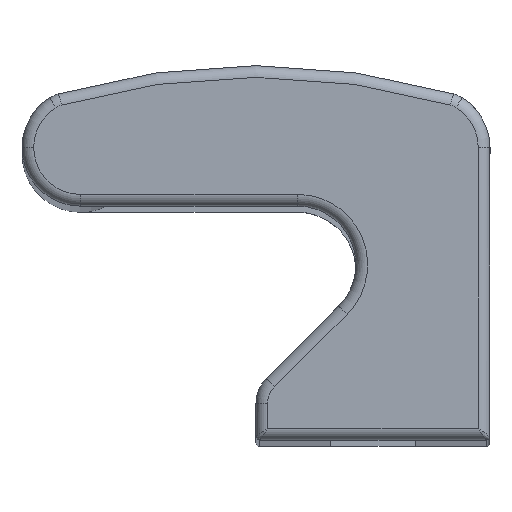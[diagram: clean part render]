
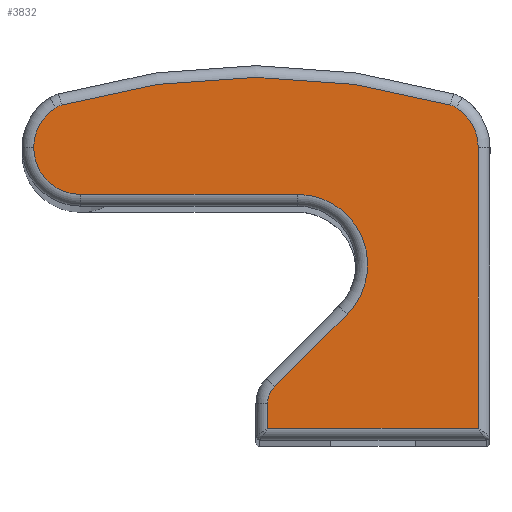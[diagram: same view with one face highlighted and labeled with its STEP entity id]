
A CAD part, top view. The second image highlights one B-rep face of the part: STEP entity #3832.
In plain terms, the highlighted face is planar.
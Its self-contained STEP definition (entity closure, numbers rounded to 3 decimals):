
#149 = VERTEX_POINT ( 'NONE', #4259 ) ;
#156 = EDGE_LOOP ( 'NONE', ( #4374, #3279, #2189, #1421, #4930, #1254, #2312, #2583, #782, #3326, #1841, #1974, #2501 ) ) ;
#221 = LINE ( 'NONE', #3218, #4610 ) ;
#279 = AXIS2_PLACEMENT_3D ( 'NONE', #4355, #4755, #2421 ) ;
#325 = EDGE_CURVE ( 'NONE', #149, #3101, #1944, .T. ) ;
#334 = EDGE_CURVE ( 'NONE', #3654, #2705, #4536, .T. ) ;
#360 = AXIS2_PLACEMENT_3D ( 'NONE', #2141, #1380, #2579 ) ;
#402 = CARTESIAN_POINT ( 'NONE',  ( 15.987, 9.896, -153. ) ) ;
#434 = AXIS2_PLACEMENT_3D ( 'NONE', #4870, #4807, #4410 ) ;
#453 = LINE ( 'NONE', #501, #2027 ) ;
#501 = CARTESIAN_POINT ( 'NONE',  ( -22.011, 9.896, -153. ) ) ;
#515 = DIRECTION ( 'NONE',  ( 1., 0., 0. ) ) ;
#600 = CARTESIAN_POINT ( 'NONE',  ( -3.012, -43.343, -153. ) ) ;
#663 = DIRECTION ( 'NONE',  ( 0., -1., 0. ) ) ;
#782 = ORIENTED_EDGE ( 'NONE', *, *, #3628, .T. ) ;
#868 = DIRECTION ( 'NONE',  ( 0., 0., -1. ) ) ;
#909 = DIRECTION ( 'NONE',  ( 1., 0., 0. ) ) ;
#969 = DIRECTION ( 'NONE',  ( 0., 0., 1. ) ) ;
#1014 = AXIS2_PLACEMENT_3D ( 'NONE', #1645, #868, #515 ) ;
#1063 = VERTEX_POINT ( 'NONE', #1293 ) ;
#1205 = VERTEX_POINT ( 'NONE', #2901 ) ;
#1254 = ORIENTED_EDGE ( 'NONE', *, *, #325, .T. ) ;
#1270 = DIRECTION ( 'NONE',  ( 0., 0., 1. ) ) ;
#1271 = LINE ( 'NONE', #4223, #2695 ) ;
#1293 = CARTESIAN_POINT ( 'NONE',  ( 11.987, 5.896, -153. ) ) ;
#1304 = LINE ( 'NONE', #4459, #3965 ) ;
#1321 = AXIS2_PLACEMENT_3D ( 'NONE', #600, #2482, #4433 ) ;
#1374 = EDGE_CURVE ( 'NONE', #1205, #1639, #3407, .T. ) ;
#1380 = DIRECTION ( 'NONE',  ( 0., 0., -1. ) ) ;
#1421 = ORIENTED_EDGE ( 'NONE', *, *, #1859, .T. ) ;
#1565 = CARTESIAN_POINT ( 'NONE',  ( -20.102, 13.306, -153. ) ) ;
#1639 = VERTEX_POINT ( 'NONE', #2002 ) ;
#1645 = CARTESIAN_POINT ( 'NONE',  ( -6.011, -11.962, -153. ) ) ;
#1655 = DIRECTION ( 'NONE',  ( 1., 0., 0. ) ) ;
#1755 = PLANE ( 'NONE',  #3502 ) ;
#1841 = ORIENTED_EDGE ( 'NONE', *, *, #3513, .T. ) ;
#1859 = EDGE_CURVE ( 'NONE', #4128, #4742, #1304, .T. ) ;
#1898 = CARTESIAN_POINT ( 'NONE',  ( -4.011, -14.804, -153. ) ) ;
#1906 = VERTEX_POINT ( 'NONE', #402 ) ;
#1944 = CIRCLE ( 'NONE', #434, 4. ) ;
#1974 = ORIENTED_EDGE ( 'NONE', *, *, #2490, .T. ) ;
#2002 = CARTESIAN_POINT ( 'NONE',  ( -10.798, -4.346, -153. ) ) ;
#2027 = VECTOR ( 'NONE', #3510, 1000. ) ;
#2049 = EDGE_CURVE ( 'NONE', #4742, #149, #453, .T. ) ;
#2078 = FACE_OUTER_BOUND ( 'NONE', #156, .T. ) ;
#2104 = AXIS2_PLACEMENT_3D ( 'NONE', #3599, #1270, #1655 ) ;
#2117 = VECTOR ( 'NONE', #663, 1000. ) ;
#2140 = CARTESIAN_POINT ( 'NONE',  ( 13.593, 13.521, -153. ) ) ;
#2141 = CARTESIAN_POINT ( 'NONE',  ( 13.033, 11.601, -153. ) ) ;
#2186 = CARTESIAN_POINT ( 'NONE',  ( -4.011, -14.104, -153. ) ) ;
#2189 = ORIENTED_EDGE ( 'NONE', *, *, #2271, .T. ) ;
#2193 = CARTESIAN_POINT ( 'NONE',  ( -19.617, 13.521, -153. ) ) ;
#2271 = EDGE_CURVE ( 'NONE', #2823, #4128, #4880, .T. ) ;
#2312 = ORIENTED_EDGE ( 'NONE', *, *, #4206, .T. ) ;
#2373 = AXIS2_PLACEMENT_3D ( 'NONE', #2838, #2534, #2917 ) ;
#2421 = DIRECTION ( 'NONE',  ( 1., 0., 0. ) ) ;
#2482 = DIRECTION ( 'NONE',  ( 0., 0., -1. ) ) ;
#2490 = EDGE_CURVE ( 'NONE', #1063, #1205, #1271, .T. ) ;
#2501 = ORIENTED_EDGE ( 'NONE', *, *, #1374, .T. ) ;
#2534 = DIRECTION ( 'NONE',  ( 0., 0., -1. ) ) ;
#2562 = DIRECTION ( 'NONE',  ( -1., 0., 0. ) ) ;
#2579 = DIRECTION ( 'NONE',  ( 1., 0., 0. ) ) ;
#2583 = ORIENTED_EDGE ( 'NONE', *, *, #334, .T. ) ;
#2695 = VECTOR ( 'NONE', #4656, 1000. ) ;
#2705 = VERTEX_POINT ( 'NONE', #2140 ) ;
#2804 = EDGE_CURVE ( 'NONE', #1639, #4576, #221, .T. ) ;
#2818 = DIRECTION ( 'NONE',  ( 0.707, -0.707, 0. ) ) ;
#2823 = VERTEX_POINT ( 'NONE', #3295 ) ;
#2838 = CARTESIAN_POINT ( 'NONE',  ( -19.056, 11.601, -153. ) ) ;
#2901 = CARTESIAN_POINT ( 'NONE',  ( -6.556, 5.896, -153. ) ) ;
#2917 = DIRECTION ( 'NONE',  ( 1., 0., 0. ) ) ;
#3094 = CIRCLE ( 'NONE', #360, 2. ) ;
#3101 = VERTEX_POINT ( 'NONE', #1565 ) ;
#3105 = EDGE_CURVE ( 'NONE', #4576, #2823, #3976, .T. ) ;
#3184 = CARTESIAN_POINT ( 'NONE',  ( 11.987, 9.896, -153. ) ) ;
#3190 = CIRCLE ( 'NONE', #2373, 2. ) ;
#3207 = EDGE_CURVE ( 'NONE', #4820, #1906, #4224, .T. ) ;
#3218 = CARTESIAN_POINT ( 'NONE',  ( -4.597, -10.548, -153. ) ) ;
#3279 = ORIENTED_EDGE ( 'NONE', *, *, #3105, .T. ) ;
#3295 = CARTESIAN_POINT ( 'NONE',  ( -4.011, -11.962, -153. ) ) ;
#3326 = ORIENTED_EDGE ( 'NONE', *, *, #3207, .T. ) ;
#3407 = CIRCLE ( 'NONE', #2104, 6. ) ;
#3452 = CARTESIAN_POINT ( 'NONE',  ( 14.078, 13.306, -153. ) ) ;
#3502 = AXIS2_PLACEMENT_3D ( 'NONE', #4793, #969, #4048 ) ;
#3510 = DIRECTION ( 'NONE',  ( 0., 1., 0. ) ) ;
#3513 = EDGE_CURVE ( 'NONE', #1906, #1063, #3741, .T. ) ;
#3599 = CARTESIAN_POINT ( 'NONE',  ( -6.556, -0.104, -153. ) ) ;
#3628 = EDGE_CURVE ( 'NONE', #2705, #4820, #3094, .T. ) ;
#3654 = VERTEX_POINT ( 'NONE', #2193 ) ;
#3741 = CIRCLE ( 'NONE', #4532, 4. ) ;
#3832 = ADVANCED_FACE ( 'NONE', ( #2078 ), #1755, .F. ) ;
#3965 = VECTOR ( 'NONE', #2562, 1000. ) ;
#3976 = CIRCLE ( 'NONE', #1014, 2. ) ;
#4011 = DIRECTION ( 'NONE',  ( 0., 0., -1. ) ) ;
#4048 = DIRECTION ( 'NONE',  ( 1., 0., 0. ) ) ;
#4128 = VERTEX_POINT ( 'NONE', #2186 ) ;
#4135 = CARTESIAN_POINT ( 'NONE',  ( -4.597, -10.548, -153. ) ) ;
#4206 = EDGE_CURVE ( 'NONE', #3101, #3654, #3190, .T. ) ;
#4223 = CARTESIAN_POINT ( 'NONE',  ( -6.556, 5.896, -153. ) ) ;
#4224 = CIRCLE ( 'NONE', #279, 4. ) ;
#4259 = CARTESIAN_POINT ( 'NONE',  ( -22.011, 9.896, -153. ) ) ;
#4355 = CARTESIAN_POINT ( 'NONE',  ( 11.987, 9.896, -153. ) ) ;
#4374 = ORIENTED_EDGE ( 'NONE', *, *, #2804, .T. ) ;
#4410 = DIRECTION ( 'NONE',  ( 1., 0., 0. ) ) ;
#4433 = DIRECTION ( 'NONE',  ( 1., 0., 0. ) ) ;
#4459 = CARTESIAN_POINT ( 'NONE',  ( -22.711, -14.104, -153. ) ) ;
#4532 = AXIS2_PLACEMENT_3D ( 'NONE', #3184, #4011, #909 ) ;
#4536 = CIRCLE ( 'NONE', #1321, 59.239 ) ;
#4576 = VERTEX_POINT ( 'NONE', #4135 ) ;
#4610 = VECTOR ( 'NONE', #2818, 1000. ) ;
#4639 = CARTESIAN_POINT ( 'NONE',  ( -22.011, -14.104, -153. ) ) ;
#4656 = DIRECTION ( 'NONE',  ( -1., 0., 0. ) ) ;
#4742 = VERTEX_POINT ( 'NONE', #4639 ) ;
#4755 = DIRECTION ( 'NONE',  ( 0., 0., -1. ) ) ;
#4793 = CARTESIAN_POINT ( 'NONE',  ( -6.011, -11.962, -153. ) ) ;
#4807 = DIRECTION ( 'NONE',  ( 0., 0., -1. ) ) ;
#4820 = VERTEX_POINT ( 'NONE', #3452 ) ;
#4870 = CARTESIAN_POINT ( 'NONE',  ( -18.011, 9.896, -153. ) ) ;
#4880 = LINE ( 'NONE', #1898, #2117 ) ;
#4930 = ORIENTED_EDGE ( 'NONE', *, *, #2049, .T. ) ;
